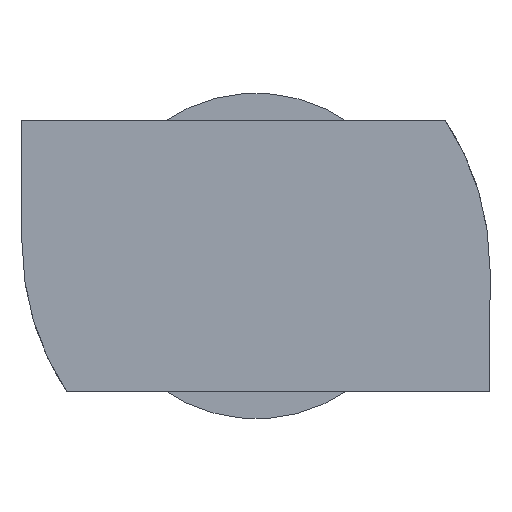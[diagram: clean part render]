
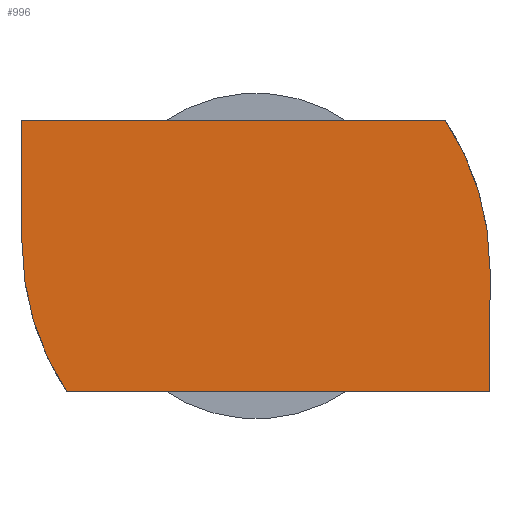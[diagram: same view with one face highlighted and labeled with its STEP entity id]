
A CAD part, front view. The second image highlights one B-rep face of the part: STEP entity #996.
In plain terms, the highlighted planar face has unit normal (0, -1, 0).
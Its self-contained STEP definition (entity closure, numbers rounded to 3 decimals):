
#2 = EDGE_CURVE ( 'NONE', #1051, #299, #1194, .T. ) ;
#129 = CARTESIAN_POINT ( 'NONE',  ( 17.25, 0., -10. ) ) ;
#145 = ORIENTED_EDGE ( 'NONE', *, *, #870, .F. ) ;
#146 = VERTEX_POINT ( 'NONE', #848 ) ;
#187 = VECTOR ( 'NONE', #1120, 1000. ) ;
#259 = CIRCLE ( 'NONE', #1137, 20. ) ;
#269 = EDGE_CURVE ( 'NONE', #146, #1051, #1357, .T. ) ;
#272 = LINE ( 'NONE', #1145, #984 ) ;
#299 = VERTEX_POINT ( 'NONE', #1028 ) ;
#318 = AXIS2_PLACEMENT_3D ( 'NONE', #1173, #416, #1525 ) ;
#333 = FACE_OUTER_BOUND ( 'NONE', #1065, .T. ) ;
#389 = DIRECTION ( 'NONE',  ( 1., 0., 0. ) ) ;
#398 = CARTESIAN_POINT ( 'NONE',  ( -17.25, 0., 10. ) ) ;
#416 = DIRECTION ( 'NONE',  ( 0., -1., 0. ) ) ;
#426 = VERTEX_POINT ( 'NONE', #427 ) ;
#427 = CARTESIAN_POINT ( 'NONE',  ( -17.25, 0., 10. ) ) ;
#446 = CARTESIAN_POINT ( 'NONE',  ( -13.953, 0., -10. ) ) ;
#456 = CARTESIAN_POINT ( 'NONE',  ( 2.75, 0., 1. ) ) ;
#564 = EDGE_CURVE ( 'NONE', #993, #146, #807, .T. ) ;
#582 = EDGE_CURVE ( 'NONE', #299, #786, #259, .T. ) ;
#598 = DIRECTION ( 'NONE',  ( 0., 1., 0. ) ) ;
#727 = AXIS2_PLACEMENT_3D ( 'NONE', #1545, #1445, #1198 ) ;
#781 = EDGE_CURVE ( 'NONE', #426, #993, #272, .T. ) ;
#786 = VERTEX_POINT ( 'NONE', #893 ) ;
#807 = CIRCLE ( 'NONE', #727, 20. ) ;
#848 = CARTESIAN_POINT ( 'NONE',  ( 17.25, 0., -1. ) ) ;
#870 = EDGE_CURVE ( 'NONE', #786, #426, #1014, .T. ) ;
#886 = DIRECTION ( 'NONE',  ( 0., 0., 1. ) ) ;
#893 = CARTESIAN_POINT ( 'NONE',  ( -17.25, 0., 1. ) ) ;
#904 = VECTOR ( 'NONE', #886, 1000. ) ;
#929 = ORIENTED_EDGE ( 'NONE', *, *, #781, .F. ) ;
#935 = ORIENTED_EDGE ( 'NONE', *, *, #2, .F. ) ;
#953 = DIRECTION ( 'NONE',  ( -1., 0., 0. ) ) ;
#984 = VECTOR ( 'NONE', #389, 1000. ) ;
#993 = VERTEX_POINT ( 'NONE', #1501 ) ;
#996 = ADVANCED_FACE ( 'NONE', ( #333 ), #1538, .T. ) ;
#1006 = CARTESIAN_POINT ( 'NONE',  ( 17.25, 0., -1. ) ) ;
#1012 = VECTOR ( 'NONE', #953, 1000. ) ;
#1014 = LINE ( 'NONE', #398, #904 ) ;
#1028 = CARTESIAN_POINT ( 'NONE',  ( -13.953, 0., -10. ) ) ;
#1051 = VERTEX_POINT ( 'NONE', #129 ) ;
#1065 = EDGE_LOOP ( 'NONE', ( #1167, #1403, #929, #145, #1531, #935 ) ) ;
#1075 = DIRECTION ( 'NONE',  ( 0., 0., -1. ) ) ;
#1120 = DIRECTION ( 'NONE',  ( 0., 0., -1. ) ) ;
#1137 = AXIS2_PLACEMENT_3D ( 'NONE', #456, #598, #1075 ) ;
#1145 = CARTESIAN_POINT ( 'NONE',  ( -17.25, 0., 10. ) ) ;
#1167 = ORIENTED_EDGE ( 'NONE', *, *, #269, .F. ) ;
#1173 = CARTESIAN_POINT ( 'NONE',  ( 2.75, 0., 1. ) ) ;
#1194 = LINE ( 'NONE', #446, #1012 ) ;
#1198 = DIRECTION ( 'NONE',  ( 0., 0., -1. ) ) ;
#1357 = LINE ( 'NONE', #1006, #187 ) ;
#1403 = ORIENTED_EDGE ( 'NONE', *, *, #564, .F. ) ;
#1445 = DIRECTION ( 'NONE',  ( 0., 1., 0. ) ) ;
#1501 = CARTESIAN_POINT ( 'NONE',  ( 13.953, 0., 10. ) ) ;
#1525 = DIRECTION ( 'NONE',  ( 0., 0., -1. ) ) ;
#1531 = ORIENTED_EDGE ( 'NONE', *, *, #582, .F. ) ;
#1538 = PLANE ( 'NONE',  #318 ) ;
#1545 = CARTESIAN_POINT ( 'NONE',  ( -2.75, 0., -1. ) ) ;
